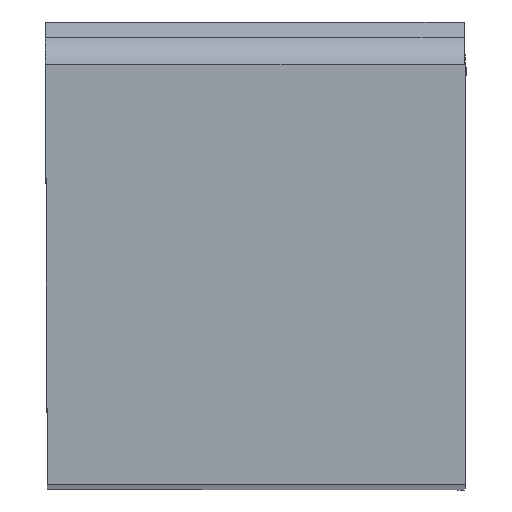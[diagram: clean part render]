
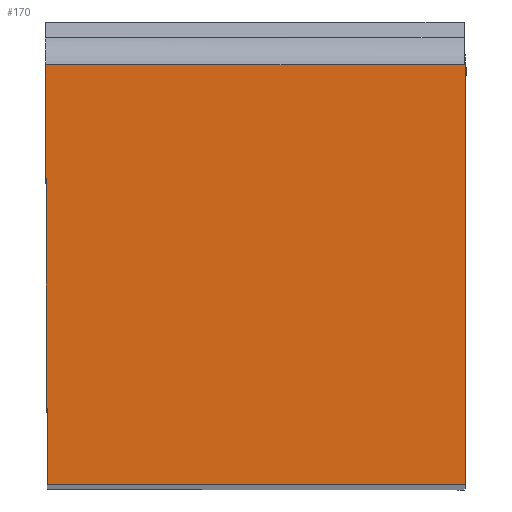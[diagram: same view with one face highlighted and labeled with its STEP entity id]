
A CAD part, top view. The second image highlights one B-rep face of the part: STEP entity #170.
In plain terms, the highlighted planar face has unit normal (0, 0, 1).
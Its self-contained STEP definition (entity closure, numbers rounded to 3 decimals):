
#170=ADVANCED_FACE('CU_BACK_SU1',(#280),#241,.F.);
#241=PLANE('',#1547);
#280=FACE_OUTER_BOUND('',#353,.T.);
#353=EDGE_LOOP('',(#505,#506,#507,#508));
#505=ORIENTED_EDGE('',*,*,#1016,.T.);
#506=ORIENTED_EDGE('',*,*,#1025,.T.);
#507=ORIENTED_EDGE('',*,*,#1026,.T.);
#508=ORIENTED_EDGE('',*,*,#1019,.F.);
#882=VERTEX_POINT('',#2140);
#883=VERTEX_POINT('',#2142);
#884=VERTEX_POINT('',#2147);
#887=VERTEX_POINT('',#2158);
#1016=EDGE_CURVE('',#883,#882,#1208,.T.);
#1019=EDGE_CURVE('',#883,#884,#1211,.T.);
#1025=EDGE_CURVE('',#882,#887,#1216,.T.);
#1026=EDGE_CURVE('',#887,#884,#1217,.T.);
#1208=LINE('',#2141,#1337);
#1211=LINE('',#2146,#1340);
#1216=LINE('',#2157,#1345);
#1217=LINE('',#2159,#1346);
#1337=VECTOR('',#1719,1.);
#1340=VECTOR('',#1724,1.);
#1345=VECTOR('',#1735,1.);
#1346=VECTOR('',#1736,1.);
#1547=AXIS2_PLACEMENT_3D('',#2160,#1737,#1738);
#1719=DIRECTION('',(1.,0.,0.));
#1724=DIRECTION('',(-0.004,1.,0.));
#1735=DIRECTION('',(0.,1.,0.));
#1736=DIRECTION('',(-1.,0.,0.));
#1737=DIRECTION('',(0.,0.,-1.));
#1738=DIRECTION('',(-1.,0.,0.));
#2140=CARTESIAN_POINT('',(15.9,0.,0.));
#2141=CARTESIAN_POINT('',(38.75,0.,0.));
#2142=CARTESIAN_POINT('',(0.069,0.,0.));
#2146=CARTESIAN_POINT('',(-0.087,35.731,0.));
#2147=CARTESIAN_POINT('',(0.,15.9,0.));
#2157=CARTESIAN_POINT('',(15.9,35.9,0.));
#2158=CARTESIAN_POINT('',(15.9,15.9,0.));
#2159=CARTESIAN_POINT('',(38.75,15.9,0.));
#2160=CARTESIAN_POINT('',(38.75,35.9,0.));
